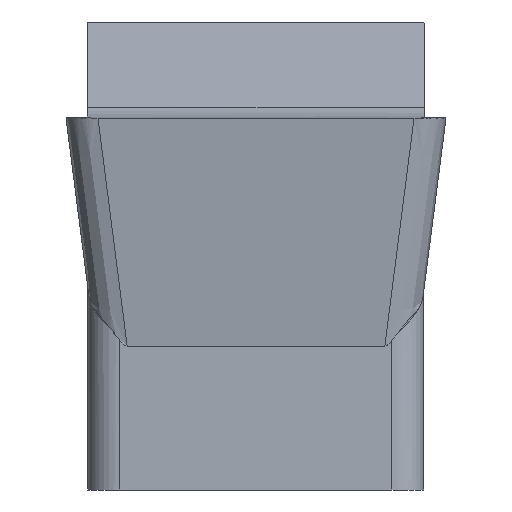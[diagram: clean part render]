
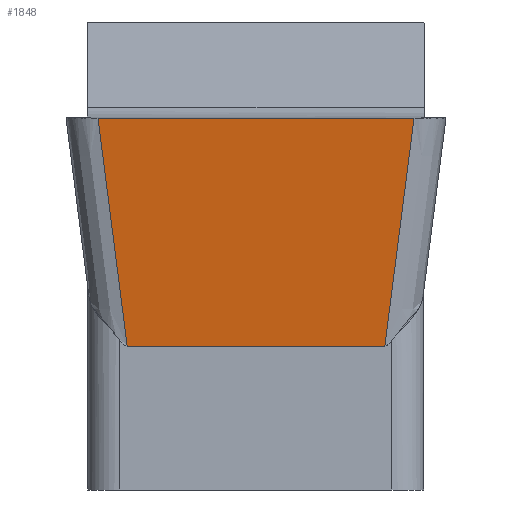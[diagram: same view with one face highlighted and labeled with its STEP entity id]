
A CAD part, front view. The second image highlights one B-rep face of the part: STEP entity #1848.
In plain terms, the highlighted planar face has unit normal (0, -0.993, -0.122).
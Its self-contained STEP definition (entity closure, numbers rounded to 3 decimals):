
#566=CARTESIAN_POINT('',(1.975,0.,
0.));
#571=DIRECTION('',(-1.,0.,0.));
#572=VECTOR('',#571,3.95);
#573=CARTESIAN_POINT('',(1.975,0.,
0.));
#574=LINE('',#573,#572);
#654=DIRECTION('',(1.,0.,0.));
#655=VECTOR('',#654,3.219);
#656=CARTESIAN_POINT('',(-1.609,0.35,
-2.851));
#657=LINE('',#656,#655);
#661=DIRECTION('',(-0.126,0.121,-0.985));
#662=VECTOR('',#661,2.895);
#663=CARTESIAN_POINT('',(1.975,0.,
0.));
#664=LINE('',#663,#662);
#668=DIRECTION('',(-0.126,-0.121,0.985));
#669=VECTOR('',#668,2.895);
#670=CARTESIAN_POINT('',(-1.609,0.35,
-2.851));
#671=LINE('',#670,#669);
#977=VERTEX_POINT('',#566);
#978=CARTESIAN_POINT('',(-1.975,0.,
0.));
#979=VERTEX_POINT('',#978);
#990=CARTESIAN_POINT('',(-1.609,0.35,
-2.851));
#991=CARTESIAN_POINT('',(1.609,0.35,-2.851));
#992=VERTEX_POINT('',#990);
#993=VERTEX_POINT('',#991);
#1835=CARTESIAN_POINT('',(2.975,0.212,-1.725));
#1836=DIRECTION('',(0.,-0.993,-0.122));
#1837=DIRECTION('',(0.,-0.122,0.993));
#1838=AXIS2_PLACEMENT_3D('',#1835,#1836,#1837);
#1839=PLANE('',#1838);
#1840=ORIENTED_EDGE('',*,*,#1721,.F.);
#1842=ORIENTED_EDGE('',*,*,#1841,.T.);
#1843=ORIENTED_EDGE('',*,*,#1810,.F.);
#1845=ORIENTED_EDGE('',*,*,#1844,.T.);
#1846=EDGE_LOOP('',(#1840,#1842,#1843,#1845));
#1847=FACE_OUTER_BOUND('',#1846,.F.);
#1721=EDGE_CURVE('',#977,#979,#574,.T.);
#1810=EDGE_CURVE('',#992,#993,#657,.T.);
#1841=EDGE_CURVE('',#977,#993,#664,.T.);
#1844=EDGE_CURVE('',#992,#979,#671,.T.);
#1848=ADVANCED_FACE('',(#1847),#1839,.T.);
